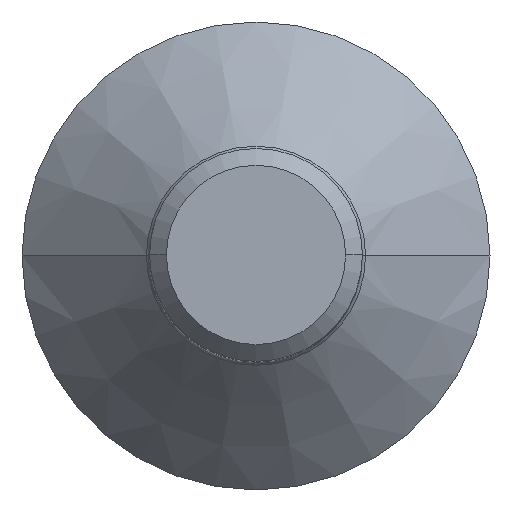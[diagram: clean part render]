
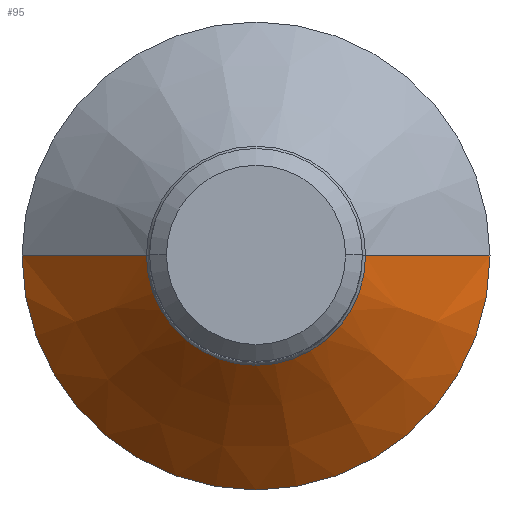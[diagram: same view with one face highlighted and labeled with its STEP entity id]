
A CAD part, top view. The second image highlights one B-rep face of the part: STEP entity #95.
In plain terms, the highlighted conical face has half-angle 45 degrees and reference radius 13.191 mm.
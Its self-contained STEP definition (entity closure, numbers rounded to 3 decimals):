
#26 = CARTESIAN_POINT ( 'NONE',  ( 0., 0., 7.016 ) ) ;
#74 = EDGE_LOOP ( 'NONE', ( #360, #378, #454, #714 ) ) ;
#79 = CARTESIAN_POINT ( 'NONE',  ( -6.176, 0., 7.016 ) ) ;
#95 = ADVANCED_FACE ( 'NONE', ( #355 ), #585, .T. ) ;
#116 = EDGE_CURVE ( 'NONE', #205, #596, #768, .T. ) ;
#127 = DIRECTION ( 'NONE',  ( 0., 0., -1. ) ) ;
#158 = VERTEX_POINT ( 'NONE', #79 ) ;
#166 = LINE ( 'NONE', #687, #839 ) ;
#194 = DIRECTION ( 'NONE',  ( -1., 0., 0. ) ) ;
#205 = VERTEX_POINT ( 'NONE', #222 ) ;
#222 = CARTESIAN_POINT ( 'NONE',  ( 13.191, 0., 0. ) ) ;
#237 = VECTOR ( 'NONE', #451, 1000. ) ;
#300 = DIRECTION ( 'NONE',  ( 0., 1., 0. ) ) ;
#321 = CARTESIAN_POINT ( 'NONE',  ( -13.191, 0., 0. ) ) ;
#336 = DIRECTION ( 'NONE',  ( 0., 0., -1. ) ) ;
#348 = CIRCLE ( 'NONE', #595, 6.176 ) ;
#355 = FACE_OUTER_BOUND ( 'NONE', #74, .T. ) ;
#360 = ORIENTED_EDGE ( 'NONE', *, *, #510, .F. ) ;
#378 = ORIENTED_EDGE ( 'NONE', *, *, #474, .T. ) ;
#390 = CARTESIAN_POINT ( 'NONE',  ( 0., 0., 0. ) ) ;
#420 = LINE ( 'NONE', #321, #237 ) ;
#436 = AXIS2_PLACEMENT_3D ( 'NONE', #677, #336, #800 ) ;
#442 = CARTESIAN_POINT ( 'NONE',  ( 6.176, 0., 7.016 ) ) ;
#451 = DIRECTION ( 'NONE',  ( -0.707, 0., -0.707 ) ) ;
#454 = ORIENTED_EDGE ( 'NONE', *, *, #863, .T. ) ;
#474 = EDGE_CURVE ( 'NONE', #557, #158, #348, .T. ) ;
#510 = EDGE_CURVE ( 'NONE', #557, #205, #166, .T. ) ;
#557 = VERTEX_POINT ( 'NONE', #442 ) ;
#585 = CONICAL_SURFACE ( 'NONE', #685, 13.191, 0.785 ) ;
#595 = AXIS2_PLACEMENT_3D ( 'NONE', #26, #771, #300 ) ;
#596 = VERTEX_POINT ( 'NONE', #626 ) ;
#626 = CARTESIAN_POINT ( 'NONE',  ( -13.191, 0., 0. ) ) ;
#677 = CARTESIAN_POINT ( 'NONE',  ( 0., 0., 0. ) ) ;
#685 = AXIS2_PLACEMENT_3D ( 'NONE', #390, #127, #194 ) ;
#687 = CARTESIAN_POINT ( 'NONE',  ( 13.191, 0., 0. ) ) ;
#692 = DIRECTION ( 'NONE',  ( 0.707, 0., -0.707 ) ) ;
#714 = ORIENTED_EDGE ( 'NONE', *, *, #116, .F. ) ;
#768 = CIRCLE ( 'NONE', #436, 13.191 ) ;
#771 = DIRECTION ( 'NONE',  ( 0., 0., -1. ) ) ;
#800 = DIRECTION ( 'NONE',  ( -1., 0., 0. ) ) ;
#839 = VECTOR ( 'NONE', #692, 1000. ) ;
#863 = EDGE_CURVE ( 'NONE', #158, #596, #420, .T. ) ;
